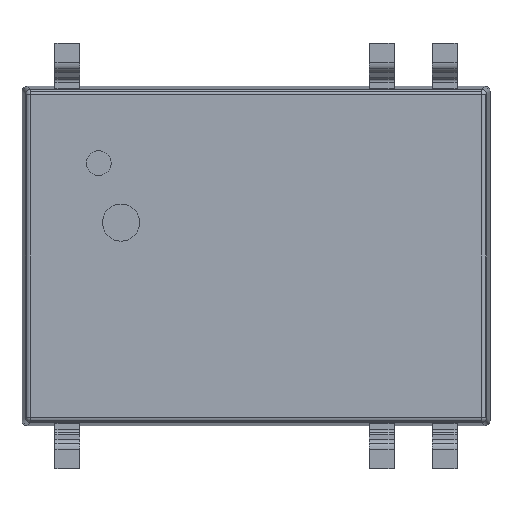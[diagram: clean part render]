
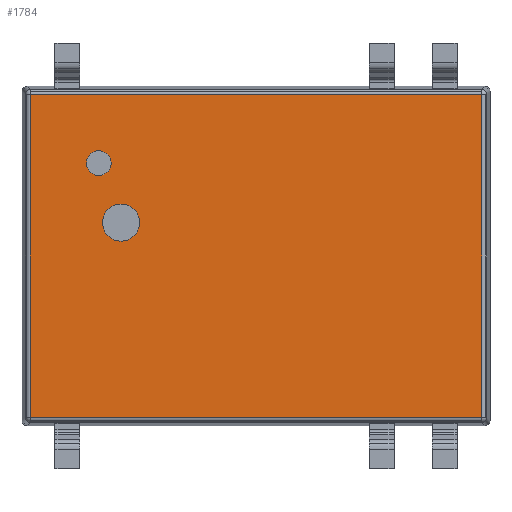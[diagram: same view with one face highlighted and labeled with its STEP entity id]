
A CAD part, front view. The second image highlights one B-rep face of the part: STEP entity #1784.
In plain terms, the highlighted face is planar.
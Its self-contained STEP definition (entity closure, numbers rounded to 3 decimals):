
#61 = CARTESIAN_POINT ( 'NONE',  ( 3.75, -6.35, 0. ) ) ;
#109 = CARTESIAN_POINT ( 'NONE',  ( 6.518, 9.118, 0. ) ) ;
#193 = CARTESIAN_POINT ( 'NONE',  ( 6.518, 4.725, 0. ) ) ;
#320 = ORIENTED_EDGE ( 'NONE', *, *, #1143, .T. ) ;
#573 = DIRECTION ( 'NONE',  ( 1., 0., 0. ) ) ;
#600 = DIRECTION ( 'NONE',  ( 0., 0., 1. ) ) ;
#618 = VERTEX_POINT ( 'NONE', #4577 ) ;
#668 = DIRECTION ( 'NONE',  ( 0., -1., 0. ) ) ;
#777 = AXIS2_PLACEMENT_3D ( 'NONE', #3540, #6654, #6610 ) ;
#883 = DIRECTION ( 'NONE',  ( 0., 1., 0. ) ) ;
#1099 = CIRCLE ( 'NONE', #3185, 0.75 ) ;
#1143 = EDGE_CURVE ( 'NONE', #2093, #3835, #3610, .T. ) ;
#1389 = CARTESIAN_POINT ( 'NONE',  ( 1.35, -5.45, 0. ) ) ;
#1469 = CIRCLE ( 'NONE', #4616, 0.5 ) ;
#1486 = DIRECTION ( 'NONE',  ( -1., 0., 0. ) ) ;
#1533 = EDGE_CURVE ( 'NONE', #6740, #3292, #1858, .T. ) ;
#1731 = CIRCLE ( 'NONE', #7049, 0.75 ) ;
#1777 = CARTESIAN_POINT ( 'NONE',  ( -6.518, 9.118, 0. ) ) ;
#1784 = ADVANCED_FACE ( 'NONE', ( #2929, #5481, #3624 ), #5912, .F. ) ;
#1846 = ORIENTED_EDGE ( 'NONE', *, *, #4064, .F. ) ;
#1858 = LINE ( 'NONE', #5643, #2855 ) ;
#1910 = ORIENTED_EDGE ( 'NONE', *, *, #7137, .T. ) ;
#1918 = EDGE_CURVE ( 'NONE', #2921, #6065, #7808, .T. ) ;
#1931 = ORIENTED_EDGE ( 'NONE', *, *, #7851, .T. ) ;
#1990 = DIRECTION ( 'NONE',  ( -1., 0., 0. ) ) ;
#2093 = VERTEX_POINT ( 'NONE', #2581 ) ;
#2227 = CARTESIAN_POINT ( 'NONE',  ( 6.518, -9.118, 0. ) ) ;
#2499 = CARTESIAN_POINT ( 'NONE',  ( -6.518, -9.118, 0. ) ) ;
#2534 = LINE ( 'NONE', #3775, #4981 ) ;
#2581 = CARTESIAN_POINT ( 'NONE',  ( 3.25, -6.35, 0. ) ) ;
#2855 = VECTOR ( 'NONE', #573, 1000. ) ;
#2921 = VERTEX_POINT ( 'NONE', #109 ) ;
#2929 = FACE_BOUND ( 'NONE', #5648, .T. ) ;
#3185 = AXIS2_PLACEMENT_3D ( 'NONE', #3858, #3979, #1486 ) ;
#3292 = VERTEX_POINT ( 'NONE', #2227 ) ;
#3540 = CARTESIAN_POINT ( 'NONE',  ( 0., 0., 0. ) ) ;
#3610 = CIRCLE ( 'NONE', #5274, 0.5 ) ;
#3624 = FACE_OUTER_BOUND ( 'NONE', #6604, .T. ) ;
#3775 = CARTESIAN_POINT ( 'NONE',  ( -6.518, -4.725, 0. ) ) ;
#3796 = VECTOR ( 'NONE', #4200, 1000. ) ;
#3835 = VERTEX_POINT ( 'NONE', #5149 ) ;
#3858 = CARTESIAN_POINT ( 'NONE',  ( 1.35, -5.45, 0. ) ) ;
#3939 = ORIENTED_EDGE ( 'NONE', *, *, #4816, .F. ) ;
#3979 = DIRECTION ( 'NONE',  ( 0., 0., 1. ) ) ;
#4064 = EDGE_CURVE ( 'NONE', #6065, #6740, #2534, .T. ) ;
#4072 = EDGE_CURVE ( 'NONE', #3835, #2093, #1469, .T. ) ;
#4127 = DIRECTION ( 'NONE',  ( 1., 0., 0. ) ) ;
#4200 = DIRECTION ( 'NONE',  ( -1., 0., 0. ) ) ;
#4359 = VECTOR ( 'NONE', #883, 1000. ) ;
#4577 = CARTESIAN_POINT ( 'NONE',  ( 2.1, -5.45, 0. ) ) ;
#4616 = AXIS2_PLACEMENT_3D ( 'NONE', #61, #600, #7389 ) ;
#4816 = EDGE_CURVE ( 'NONE', #3292, #2921, #5715, .T. ) ;
#4938 = ORIENTED_EDGE ( 'NONE', *, *, #1533, .F. ) ;
#4981 = VECTOR ( 'NONE', #668, 1000. ) ;
#5132 = DIRECTION ( 'NONE',  ( 0., 0., 1. ) ) ;
#5149 = CARTESIAN_POINT ( 'NONE',  ( 4.25, -6.35, 0. ) ) ;
#5274 = AXIS2_PLACEMENT_3D ( 'NONE', #6676, #6067, #4127 ) ;
#5471 = CARTESIAN_POINT ( 'NONE',  ( 0.6, -5.45, 0. ) ) ;
#5481 = FACE_BOUND ( 'NONE', #6479, .T. ) ;
#5643 = CARTESIAN_POINT ( 'NONE',  ( 3.425, -9.118, 0. ) ) ;
#5648 = EDGE_LOOP ( 'NONE', ( #5867, #320 ) ) ;
#5715 = LINE ( 'NONE', #193, #4359 ) ;
#5867 = ORIENTED_EDGE ( 'NONE', *, *, #4072, .T. ) ;
#5912 = PLANE ( 'NONE',  #777 ) ;
#5919 = CARTESIAN_POINT ( 'NONE',  ( -3.425, 9.118, 0. ) ) ;
#6065 = VERTEX_POINT ( 'NONE', #1777 ) ;
#6067 = DIRECTION ( 'NONE',  ( 0., 0., 1. ) ) ;
#6479 = EDGE_LOOP ( 'NONE', ( #1910, #1931 ) ) ;
#6604 = EDGE_LOOP ( 'NONE', ( #3939, #4938, #1846, #8040 ) ) ;
#6610 = DIRECTION ( 'NONE',  ( 1., 0., 0. ) ) ;
#6654 = DIRECTION ( 'NONE',  ( 0., 0., 1. ) ) ;
#6676 = CARTESIAN_POINT ( 'NONE',  ( 3.75, -6.35, 0. ) ) ;
#6740 = VERTEX_POINT ( 'NONE', #2499 ) ;
#7049 = AXIS2_PLACEMENT_3D ( 'NONE', #1389, #5132, #1990 ) ;
#7059 = VERTEX_POINT ( 'NONE', #5471 ) ;
#7137 = EDGE_CURVE ( 'NONE', #7059, #618, #1731, .T. ) ;
#7389 = DIRECTION ( 'NONE',  ( 1., 0., 0. ) ) ;
#7808 = LINE ( 'NONE', #5919, #3796 ) ;
#7851 = EDGE_CURVE ( 'NONE', #618, #7059, #1099, .T. ) ;
#8040 = ORIENTED_EDGE ( 'NONE', *, *, #1918, .F. ) ;
